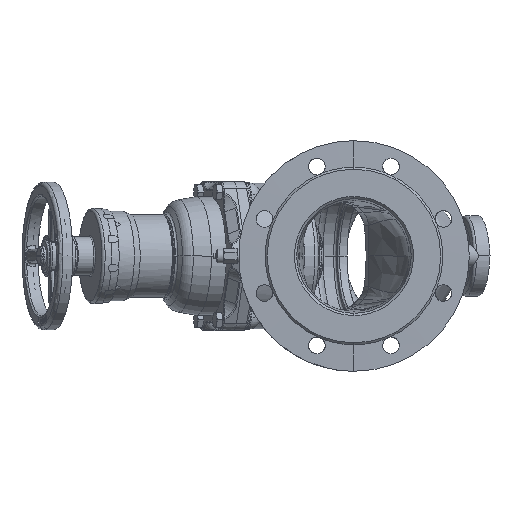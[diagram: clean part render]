
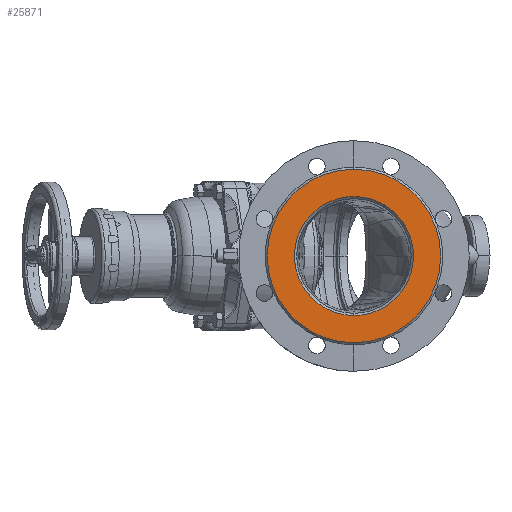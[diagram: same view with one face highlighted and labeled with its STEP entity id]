
A CAD part, left-side view. The second image highlights one B-rep face of the part: STEP entity #25871.
In plain terms, the highlighted planar face has unit normal (-1, 0, 0).
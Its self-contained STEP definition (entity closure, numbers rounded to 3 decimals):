
#25633=CARTESIAN_POINT('Vertex',(-187.,0.,-94.)) ;
#25636=CARTESIAN_POINT('Axis2P3D Location',(-187.,0.,0.)) ;
#25640=CARTESIAN_POINT('Vertex',(-187.,0.,94.)) ;
#25797=CARTESIAN_POINT('Axis2P3D Location',(-187.,-62.5,0.)) ;
#25802=CARTESIAN_POINT('Axis2P3D Location',(-187.,0.,0.)) ;
#25812=CARTESIAN_POINT('Control Point',(-187.,0.,64.5)) ;
#25813=CARTESIAN_POINT('Control Point',(-187.,-5.902,64.5)) ;
#25814=CARTESIAN_POINT('Control Point',(-187.,-11.803,63.825)) ;
#25815=CARTESIAN_POINT('Control Point',(-187.,-17.602,62.475)) ;
#25816=CARTESIAN_POINT('Control Point',(-187.,-28.788,58.472)) ;
#25817=CARTESIAN_POINT('Control Point',(-187.,-38.781,52.048)) ;
#25818=CARTESIAN_POINT('Control Point',(-187.,-43.387,48.275)) ;
#25819=CARTESIAN_POINT('Control Point',(-187.,-51.655,39.744)) ;
#25820=CARTESIAN_POINT('Control Point',(-187.,-57.783,29.566)) ;
#25821=CARTESIAN_POINT('Control Point',(-187.,-60.249,24.146)) ;
#25822=CARTESIAN_POINT('Control Point',(-187.,-63.898,12.84)) ;
#25823=CARTESIAN_POINT('Control Point',(-187.,-64.899,1.002)) ;
#25824=CARTESIAN_POINT('Control Point',(-187.,-64.718,-4.949)) ;
#25825=CARTESIAN_POINT('Control Point',(-187.,-62.998,-16.704)) ;
#25826=CARTESIAN_POINT('Control Point',(-187.,-58.668,-27.767)) ;
#25827=CARTESIAN_POINT('Control Point',(-187.,-55.877,-33.026)) ;
#25828=CARTESIAN_POINT('Control Point',(-187.,-49.141,-42.813)) ;
#25829=CARTESIAN_POINT('Control Point',(-187.,-40.37,-50.825)) ;
#25830=CARTESIAN_POINT('Control Point',(-187.,-35.543,-54.311)) ;
#25831=CARTESIAN_POINT('Control Point',(-187.,-25.867,-59.729)) ;
#25832=CARTESIAN_POINT('Control Point',(-187.,-15.282,-62.978)) ;
#25833=CARTESIAN_POINT('Control Point',(-187.,-10.233,-63.993)) ;
#25834=CARTESIAN_POINT('Control Point',(-187.,-5.116,-64.5)) ;
#25835=CARTESIAN_POINT('Control Point',(-187.,0.,-64.5)) ;
#25836=CARTESIAN_POINT('Vertex',(-187.,0.,64.5)) ;
#25838=CARTESIAN_POINT('Vertex',(-187.,0.,-64.5)) ;
#25842=CARTESIAN_POINT('Control Point',(-187.,0.,-64.5)) ;
#25843=CARTESIAN_POINT('Control Point',(-187.,5.902,-64.5)) ;
#25844=CARTESIAN_POINT('Control Point',(-187.,11.803,-63.825)) ;
#25845=CARTESIAN_POINT('Control Point',(-187.,17.602,-62.475)) ;
#25846=CARTESIAN_POINT('Control Point',(-187.,28.788,-58.472)) ;
#25847=CARTESIAN_POINT('Control Point',(-187.,38.781,-52.048)) ;
#25848=CARTESIAN_POINT('Control Point',(-187.,43.387,-48.275)) ;
#25849=CARTESIAN_POINT('Control Point',(-187.,51.655,-39.744)) ;
#25850=CARTESIAN_POINT('Control Point',(-187.,57.783,-29.566)) ;
#25851=CARTESIAN_POINT('Control Point',(-187.,60.249,-24.146)) ;
#25852=CARTESIAN_POINT('Control Point',(-187.,63.898,-12.84)) ;
#25853=CARTESIAN_POINT('Control Point',(-187.,64.899,-1.002)) ;
#25854=CARTESIAN_POINT('Control Point',(-187.,64.718,4.949)) ;
#25855=CARTESIAN_POINT('Control Point',(-187.,62.998,16.704)) ;
#25856=CARTESIAN_POINT('Control Point',(-187.,58.668,27.767)) ;
#25857=CARTESIAN_POINT('Control Point',(-187.,55.877,33.026)) ;
#25858=CARTESIAN_POINT('Control Point',(-187.,49.141,42.813)) ;
#25859=CARTESIAN_POINT('Control Point',(-187.,40.37,50.825)) ;
#25860=CARTESIAN_POINT('Control Point',(-187.,35.543,54.311)) ;
#25861=CARTESIAN_POINT('Control Point',(-187.,25.867,59.729)) ;
#25862=CARTESIAN_POINT('Control Point',(-187.,15.282,62.978)) ;
#25863=CARTESIAN_POINT('Control Point',(-187.,10.233,63.993)) ;
#25864=CARTESIAN_POINT('Control Point',(-187.,5.116,64.5)) ;
#25865=CARTESIAN_POINT('Control Point',(-187.,0.,64.5)) ;
#25637=DIRECTION('Axis2P3D Direction',(1.,0.,0.)) ;
#25798=DIRECTION('Axis2P3D Direction',(-1.,0.,0.)) ;
#25799=DIRECTION('Axis2P3D XDirection',(0.,0.,1.)) ;
#25803=DIRECTION('Axis2P3D Direction',(-1.,0.,0.)) ;
#25638=AXIS2_PLACEMENT_3D('Circle Axis2P3D',#25636,#25637,$) ;
#25800=AXIS2_PLACEMENT_3D('Plane Axis2P3D',#25797,#25798,#25799) ;
#25804=AXIS2_PLACEMENT_3D('Circle Axis2P3D',#25802,#25803,$) ;
#25639=CIRCLE('generated circle',#25638,94.) ;
#25805=CIRCLE('generated circle',#25804,94.) ;
#25801=PLANE('',#25800) ;
#25870=FACE_BOUND('',#25867,.T.) ;
#25642=EDGE_CURVE('',#25641,#25634,#25639,.F.) ;
#25806=EDGE_CURVE('',#25634,#25641,#25805,.T.) ;
#25840=EDGE_CURVE('',#25837,#25839,#25811,.T.) ;
#25866=EDGE_CURVE('',#25839,#25837,#25841,.T.) ;
#25808=ORIENTED_EDGE('',*,*,#25642,.T.) ;
#25809=ORIENTED_EDGE('',*,*,#25806,.T.) ;
#25868=ORIENTED_EDGE('',*,*,#25840,.T.) ;
#25869=ORIENTED_EDGE('',*,*,#25866,.T.) ;
#25807=EDGE_LOOP('',(#25808,#25809)) ;
#25867=EDGE_LOOP('',(#25868,#25869)) ;
#25634=VERTEX_POINT('',#25633) ;
#25641=VERTEX_POINT('',#25640) ;
#25837=VERTEX_POINT('',#25836) ;
#25839=VERTEX_POINT('',#25838) ;
#25871=ADVANCED_FACE('NONE',(#25810,#25870),#25801,.T.) ;
#25811=B_SPLINE_CURVE_WITH_KNOTS('',5,(#25812,#25813,#25814,#25815,#25816,#25817,#25818,#25819,#25820,#25821,#25822,#25823,#25824,#25825,#25826,#25827,#25828,#25829,#25830,#25831,#25832,#25833,#25834,#25835),.UNSPECIFIED.,.F.,.U.,(6,3,3,3,3,3,3,6),(0.,41.731,83.462,125.193,166.924,208.655,250.386,286.564),.UNSPECIFIED.) ;
#25841=B_SPLINE_CURVE_WITH_KNOTS('',5,(#25842,#25843,#25844,#25845,#25846,#25847,#25848,#25849,#25850,#25851,#25852,#25853,#25854,#25855,#25856,#25857,#25858,#25859,#25860,#25861,#25862,#25863,#25864,#25865),.UNSPECIFIED.,.F.,.U.,(6,3,3,3,3,3,3,6),(0.,41.731,83.462,125.193,166.924,208.655,250.386,286.564),.UNSPECIFIED.) ;
#25810=FACE_OUTER_BOUND('',#25807,.T.) ;
